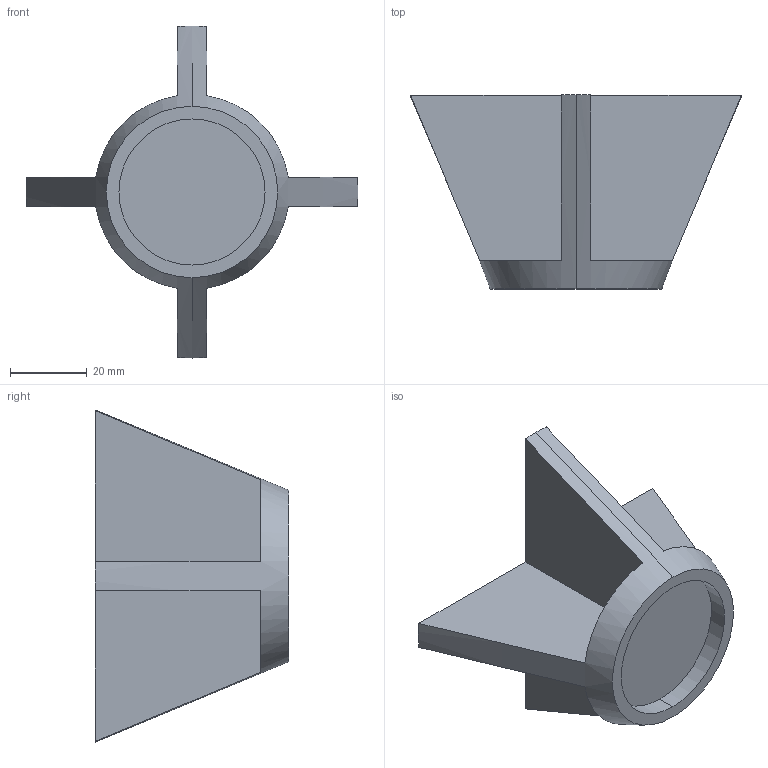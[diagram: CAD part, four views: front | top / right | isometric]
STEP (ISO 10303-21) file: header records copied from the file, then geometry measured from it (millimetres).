
FILE_DESCRIPTION (( 'STEP AP203' ), '1' );
FILE_NAME ('male_cone.STEP', '2017-07-27T15:53:26', ( '' ), ( '' ), 'SwSTEP 2.0', 'SolidWorks 2016', '' );
FILE_SCHEMA (( 'CONFIG_CONTROL_DESIGN' ));
Length unit declared in the file: inch
Products named in the file (1): male_cone
Bounding box: 86.5 x 50.55 x 86.53 mm (x, y, z)
Volume: 50087.5 mm3; surface area: 18132.3 mm2
Topology: 1 solids, 1 shells, 35 faces, 88 edges, 52 vertices
Faces by surface type: plane 15, cylinder 10, cone 10
Entity records: 1097 total; most frequent: CARTESIAN_POINT 208, DIRECTION 176, ORIENTED_EDGE 160, EDGE_CURVE 80, AXIS2_PLACEMENT_3D 68, VERTEX_POINT 52, EDGE_LOOP 40, VECTOR 40
